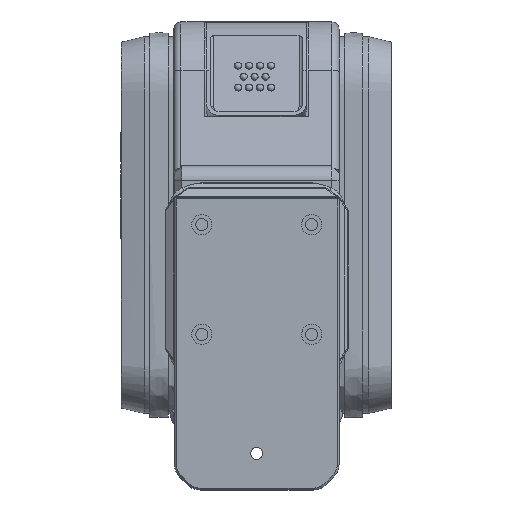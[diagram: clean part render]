
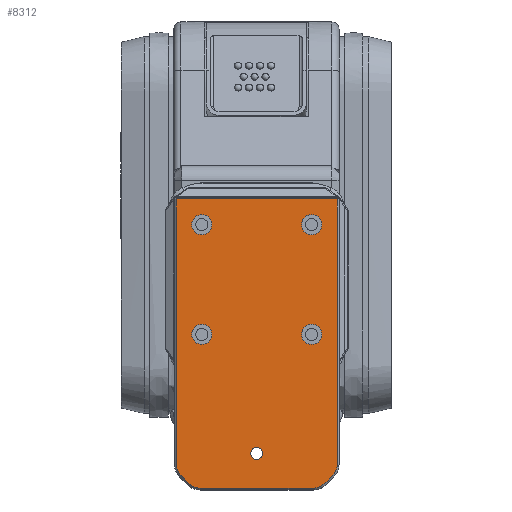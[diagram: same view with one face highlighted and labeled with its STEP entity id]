
A CAD part, top view. The second image highlights one B-rep face of the part: STEP entity #8312.
In plain terms, the highlighted planar face has unit normal (0, 0, 1).
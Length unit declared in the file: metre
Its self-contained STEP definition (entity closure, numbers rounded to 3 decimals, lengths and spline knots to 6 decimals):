
#326=CIRCLE('',#9033,0.00275);
#327=CIRCLE('',#9034,0.00275);
#328=CIRCLE('',#9035,0.00275);
#329=CIRCLE('',#9036,0.00275);
#330=CIRCLE('',#9037,0.0045);
#331=CIRCLE('',#9038,0.0045);
#332=CIRCLE('',#9039,0.0045);
#333=CIRCLE('',#9040,0.0045);
#334=CIRCLE('',#9041,0.00165);
#868=LINE('',#15511,#1587);
#869=LINE('',#15513,#1588);
#870=LINE('',#15515,#1589);
#871=LINE('',#15519,#1590);
#872=LINE('',#15523,#1591);
#873=LINE('',#15527,#1592);
#1587=VECTOR('',#10288,1.);
#1588=VECTOR('',#10289,1.);
#1589=VECTOR('',#10290,1.);
#1590=VECTOR('',#10293,1.);
#1591=VECTOR('',#10296,1.);
#1592=VECTOR('',#10299,1.);
#2119=PLANE('',#9032);
#3066=ORIENTED_EDGE('',*,*,#5189,.F.);
#3067=ORIENTED_EDGE('',*,*,#5190,.F.);
#3068=ORIENTED_EDGE('',*,*,#5191,.F.);
#3069=ORIENTED_EDGE('',*,*,#5192,.F.);
#3070=ORIENTED_EDGE('',*,*,#5193,.T.);
#3071=ORIENTED_EDGE('',*,*,#5194,.T.);
#3072=ORIENTED_EDGE('',*,*,#5195,.T.);
#3073=ORIENTED_EDGE('',*,*,#5196,.T.);
#3074=ORIENTED_EDGE('',*,*,#5197,.T.);
#3075=ORIENTED_EDGE('',*,*,#5198,.T.);
#3076=ORIENTED_EDGE('',*,*,#5199,.T.);
#3077=ORIENTED_EDGE('',*,*,#5200,.T.);
#3078=ORIENTED_EDGE('',*,*,#5201,.T.);
#3079=ORIENTED_EDGE('',*,*,#5202,.T.);
#3080=ORIENTED_EDGE('',*,*,#5203,.F.);
#5189=EDGE_CURVE('',#6295,#6295,#326,.T.);
#5190=EDGE_CURVE('',#6296,#6296,#327,.T.);
#5191=EDGE_CURVE('',#6297,#6297,#328,.T.);
#5192=EDGE_CURVE('',#6298,#6298,#329,.T.);
#5193=EDGE_CURVE('',#6299,#6300,#330,.T.);
#5194=EDGE_CURVE('',#6300,#6301,#868,.T.);
#5195=EDGE_CURVE('',#6301,#6302,#869,.T.);
#5196=EDGE_CURVE('',#6302,#6303,#870,.T.);
#5197=EDGE_CURVE('',#6303,#6304,#331,.T.);
#5198=EDGE_CURVE('',#6304,#6305,#871,.T.);
#5199=EDGE_CURVE('',#6305,#6306,#332,.T.);
#5200=EDGE_CURVE('',#6306,#6307,#872,.T.);
#5201=EDGE_CURVE('',#6307,#6308,#333,.T.);
#5202=EDGE_CURVE('',#6308,#6299,#873,.T.);
#5203=EDGE_CURVE('',#6309,#6309,#334,.T.);
#6295=VERTEX_POINT('',#15501);
#6296=VERTEX_POINT('',#15503);
#6297=VERTEX_POINT('',#15505);
#6298=VERTEX_POINT('',#15507);
#6299=VERTEX_POINT('',#15509);
#6300=VERTEX_POINT('',#15510);
#6301=VERTEX_POINT('',#15512);
#6302=VERTEX_POINT('',#15514);
#6303=VERTEX_POINT('',#15516);
#6304=VERTEX_POINT('',#15518);
#6305=VERTEX_POINT('',#15520);
#6306=VERTEX_POINT('',#15522);
#6307=VERTEX_POINT('',#15524);
#6308=VERTEX_POINT('',#15526);
#6309=VERTEX_POINT('',#15529);
#7138=EDGE_LOOP('',(#3066));
#7139=EDGE_LOOP('',(#3067));
#7140=EDGE_LOOP('',(#3068));
#7141=EDGE_LOOP('',(#3069));
#7142=EDGE_LOOP('',(#3070,#3071,#3072,#3073,#3074,#3075,#3076,#3077,#3078,
#3079));
#7143=EDGE_LOOP('',(#3080));
#7716=FACE_BOUND('',#7138,.T.);
#7717=FACE_BOUND('',#7139,.T.);
#7718=FACE_BOUND('',#7140,.T.);
#7719=FACE_BOUND('',#7141,.T.);
#7720=FACE_BOUND('',#7142,.T.);
#7721=FACE_BOUND('',#7143,.T.);
#8312=ADVANCED_FACE('',(#7716,#7717,#7718,#7719,#7720,#7721),#2119,.T.);
#9032=AXIS2_PLACEMENT_3D('',#15499,#10276,#10277);
#9033=AXIS2_PLACEMENT_3D('',#15500,#10278,#10279);
#9034=AXIS2_PLACEMENT_3D('',#15502,#10280,#10281);
#9035=AXIS2_PLACEMENT_3D('',#15504,#10282,#10283);
#9036=AXIS2_PLACEMENT_3D('',#15506,#10284,#10285);
#9037=AXIS2_PLACEMENT_3D('',#15508,#10286,#10287);
#9038=AXIS2_PLACEMENT_3D('',#15517,#10291,#10292);
#9039=AXIS2_PLACEMENT_3D('',#15521,#10294,#10295);
#9040=AXIS2_PLACEMENT_3D('',#15525,#10297,#10298);
#9041=AXIS2_PLACEMENT_3D('',#15528,#10300,#10301);
#10276=DIRECTION('',(0.,0.,1.));
#10277=DIRECTION('',(1.,0.,0.));
#10278=DIRECTION('',(0.,0.,1.));
#10279=DIRECTION('',(1.,0.,0.));
#10280=DIRECTION('',(0.,0.,1.));
#10281=DIRECTION('',(1.,0.,0.));
#10282=DIRECTION('',(0.,0.,1.));
#10283=DIRECTION('',(1.,0.,0.));
#10284=DIRECTION('',(0.,0.,1.));
#10285=DIRECTION('',(1.,0.,0.));
#10286=DIRECTION('',(0.,0.,1.));
#10287=DIRECTION('',(1.,0.,0.));
#10288=DIRECTION('',(0.,1.,0.));
#10289=DIRECTION('',(-1.,0.,0.));
#10290=DIRECTION('',(0.,-1.,0.));
#10291=DIRECTION('',(0.,0.,1.));
#10292=DIRECTION('',(1.,0.,0.));
#10293=DIRECTION('',(0.707,-0.707,0.));
#10294=DIRECTION('',(0.,0.,1.));
#10295=DIRECTION('',(1.,0.,0.));
#10296=DIRECTION('',(1.,0.,0.));
#10297=DIRECTION('',(0.,0.,1.));
#10298=DIRECTION('',(1.,0.,0.));
#10299=DIRECTION('',(0.707,0.707,0.));
#10300=DIRECTION('',(0.,0.,1.));
#10301=DIRECTION('',(1.,0.,0.));
#15499=CARTESIAN_POINT('',(0.,-0.0175,0.005));
#15500=CARTESIAN_POINT('',(0.015,-0.015,0.005));
#15501=CARTESIAN_POINT('',(0.01775,-0.015,0.005));
#15502=CARTESIAN_POINT('',(0.015,0.015,0.005));
#15503=CARTESIAN_POINT('',(0.01775,0.015,0.005));
#15504=CARTESIAN_POINT('',(-0.015,0.015,0.005));
#15505=CARTESIAN_POINT('',(-0.01225,0.015,0.005));
#15506=CARTESIAN_POINT('',(-0.015,-0.015,0.005));
#15507=CARTESIAN_POINT('',(-0.01225,-0.015,0.005));
#15508=CARTESIAN_POINT('',(0.0175,-0.050429,0.005));
#15509=CARTESIAN_POINT('',(0.020682,-0.053611,0.005));
#15510=CARTESIAN_POINT('',(0.022,-0.050429,0.005));
#15511=CARTESIAN_POINT('',(0.022,0.022,0.005));
#15512=CARTESIAN_POINT('',(0.022,0.022,0.005));
#15513=CARTESIAN_POINT('',(0.,0.022,0.005));
#15514=CARTESIAN_POINT('',(-0.022,0.022,0.005));
#15515=CARTESIAN_POINT('',(-0.022,-0.0175,0.005));
#15516=CARTESIAN_POINT('',(-0.022,-0.050429,0.005));
#15517=CARTESIAN_POINT('',(-0.0175,-0.050429,0.005));
#15518=CARTESIAN_POINT('',(-0.020682,-0.053611,0.005));
#15519=CARTESIAN_POINT('',(-0.028396,-0.045896,0.005));
#15520=CARTESIAN_POINT('',(-0.018611,-0.055682,0.005));
#15521=CARTESIAN_POINT('',(-0.015429,-0.0525,0.005));
#15522=CARTESIAN_POINT('',(-0.015429,-0.057,0.005));
#15523=CARTESIAN_POINT('',(0.015429,-0.057,0.005));
#15524=CARTESIAN_POINT('',(0.015429,-0.057,0.005));
#15525=CARTESIAN_POINT('',(0.015429,-0.0525,0.005));
#15526=CARTESIAN_POINT('',(0.018611,-0.055682,0.005));
#15527=CARTESIAN_POINT('',(0.028396,-0.045896,0.005));
#15528=CARTESIAN_POINT('',(0.,-0.0475,0.005));
#15529=CARTESIAN_POINT('',(0.00165,-0.0475,0.005));
